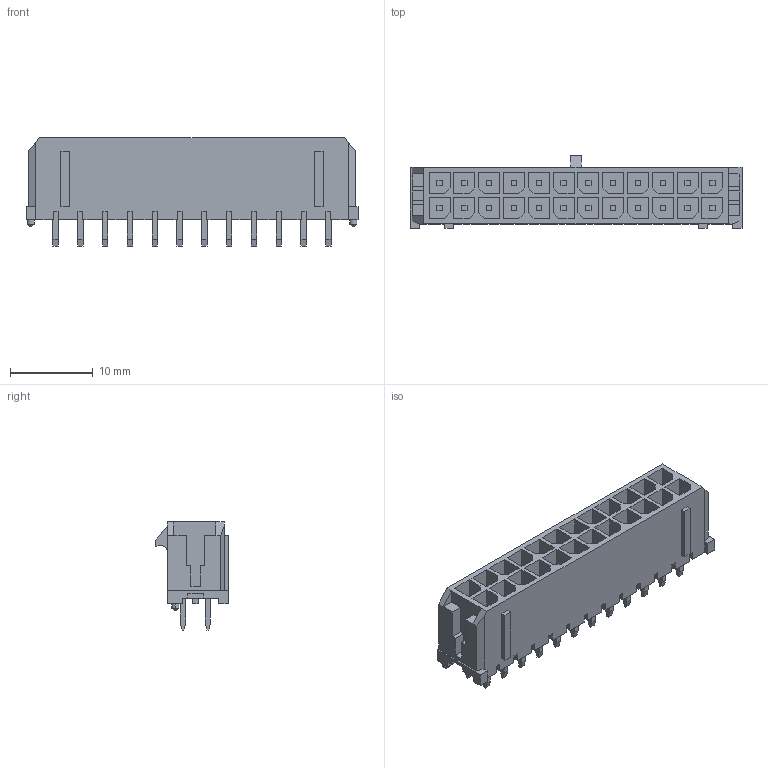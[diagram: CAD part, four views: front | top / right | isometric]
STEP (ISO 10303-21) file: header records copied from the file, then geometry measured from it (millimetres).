
FILE_DESCRIPTION((''),'2;1');
FILE_NAME('430452427','2020-04-16T',('gga'),(''),'PRO/ENGINEER BY PARAMETRIC TECHNOLOGY CORPORATION, 2016010','PRO/ENGINEER BY PARAMETRIC TECHNOLOGY CORPORATION, 2016010','');
FILE_SCHEMA(('CONFIG_CONTROL_DESIGN'));
Length unit declared in the file: millimetre
Products named in the file (1): 430452427
Bounding box: 40.15 x 8.77 x 13.09 mm (x, y, z)
Volume: 1590.4 mm3; surface area: 3684.3 mm2
Topology: 1 solids, 1 shells, 790 faces, 2246 edges, 1516 vertices
Faces by surface type: plane 781, cylinder 5, cone 4
Entity records: 25149 total; most frequent: CARTESIAN_POINT 4493, ORIENTED_EDGE 4380, DIRECTION 3894, EDGE_CURVE 2190, VECTOR 2180, LINE 2180, VERTEX_POINT 1456, AXIS2_PLACEMENT_3D 857
